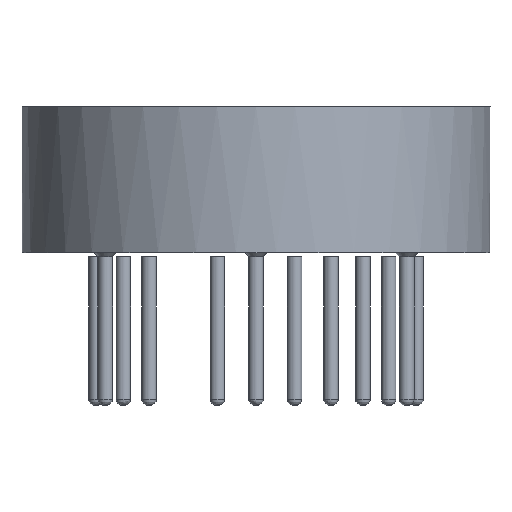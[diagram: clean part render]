
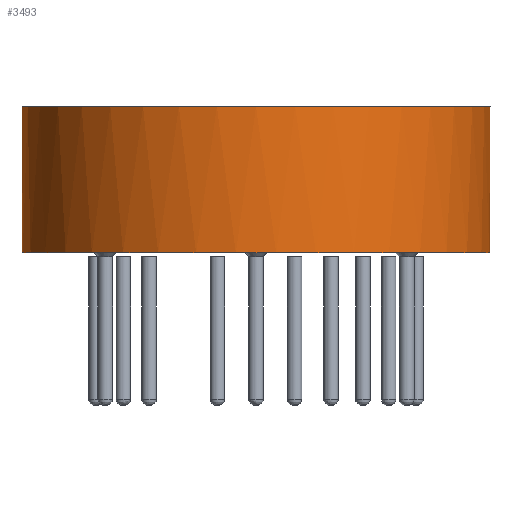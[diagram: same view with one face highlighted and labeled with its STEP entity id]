
A CAD part, left-side view. The second image highlights one B-rep face of the part: STEP entity #3493.
In plain terms, the highlighted cylindrical face has radius 8 mm (diameter 16 mm), a partial arc.
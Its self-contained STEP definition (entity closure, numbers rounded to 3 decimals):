
#295=FACE_OUTER_BOUND('',#514,.T.);
#514=EDGE_LOOP('',(#2705,#2706,#2707,#2708,#2709));
#678=LINE('',#5692,#801);
#683=LINE('',#5700,#806);
#801=VECTOR('',#4330,10.);
#806=VECTOR('',#4337,10.);
#968=CIRCLE('',#3715,8.);
#969=CIRCLE('',#3716,8.);
#1060=CIRCLE('',#3853,8.);
#1362=VERTEX_POINT('',#5690);
#1363=VERTEX_POINT('',#5691);
#1364=VERTEX_POINT('',#5696);
#1365=VERTEX_POINT('',#5698);
#1375=VERTEX_POINT('',#5748);
#1770=EDGE_CURVE('',#1362,#1363,#678,.T.);
#1775=EDGE_CURVE('',#1364,#1365,#683,.T.);
#1790=EDGE_CURVE('',#1364,#1375,#968,.T.);
#1814=EDGE_CURVE('',#1375,#1363,#969,.T.);
#1939=EDGE_CURVE('',#1365,#1362,#1060,.T.);
#2705=ORIENTED_EDGE('',*,*,#1770,.T.);
#2706=ORIENTED_EDGE('',*,*,#1814,.F.);
#2707=ORIENTED_EDGE('',*,*,#1790,.F.);
#2708=ORIENTED_EDGE('',*,*,#1775,.T.);
#2709=ORIENTED_EDGE('',*,*,#1939,.T.);
#3384=CYLINDRICAL_SURFACE('',#3854,8.);
#3493=ADVANCED_FACE('',(#295),#3384,.T.);
#3715=AXIS2_PLACEMENT_3D('',#5749,#4371,#4372);
#3716=AXIS2_PLACEMENT_3D('',#5982,#4374,#4375);
#3853=AXIS2_PLACEMENT_3D('',#6243,#4682,#4683);
#3854=AXIS2_PLACEMENT_3D('',#6244,#4684,#4685);
#4330=DIRECTION('',(0.,0.,1.));
#4337=DIRECTION('',(0.,0.,-1.));
#4371=DIRECTION('center_axis',(0.,0.,1.));
#4372=DIRECTION('ref_axis',(1.,0.,0.));
#4374=DIRECTION('center_axis',(0.,0.,1.));
#4375=DIRECTION('ref_axis',(1.,0.,0.));
#4682=DIRECTION('center_axis',(0.,0.,1.));
#4683=DIRECTION('ref_axis',(1.,0.,0.));
#4684=DIRECTION('center_axis',(0.,0.,1.));
#4685=DIRECTION('ref_axis',(-1.,0.,0.));
#5690=CARTESIAN_POINT('',(7.937,-1.,0.));
#5691=CARTESIAN_POINT('',(7.937,-1.,4.991));
#5692=CARTESIAN_POINT('',(7.937,-1.,2.495));
#5696=CARTESIAN_POINT('',(7.937,1.,4.991));
#5698=CARTESIAN_POINT('',(7.937,1.,0.));
#5700=CARTESIAN_POINT('',(7.937,1.,2.495));
#5748=CARTESIAN_POINT('',(-8.,0.,4.991));
#5749=CARTESIAN_POINT('Origin',(0.,0.,4.991));
#5982=CARTESIAN_POINT('Origin',(0.,0.,4.991));
#6243=CARTESIAN_POINT('Origin',(0.,0.,0.));
#6244=CARTESIAN_POINT('Origin',(0.,0.,2.495));
